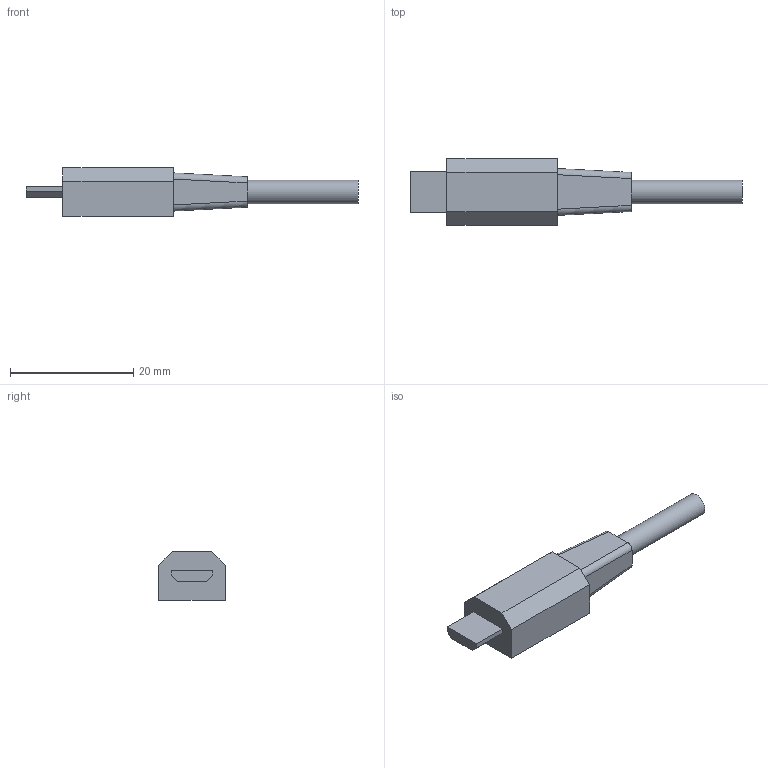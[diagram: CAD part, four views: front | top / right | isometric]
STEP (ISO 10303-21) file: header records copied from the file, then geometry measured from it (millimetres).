
FILE_DESCRIPTION(/* description */ (''),/* implementation_level */ '2;1');
FILE_NAME(/* name */ '592 microUSB B Connector Cable.step',/* time_stamp */ '2018-07-07T15:51:57-04:00',/* author */ ('Adafruit'),/* organization */ (''),/* preprocessor_version */ 'ST-DEVELOPER v17',/* originating_system */ 'Autodesk Translation Framework v7.1.0.215',/* authorisation */ '');
FILE_SCHEMA (('AUTOMOTIVE_DESIGN { 1 0 10303 214 3 1 1 }'));
Length unit declared in the file: millimetre
Products named in the file (1): microUSB B Connector Cable
Bounding box: 53.9 x 10.8 x 7.9 mm (x, y, z)
Volume: 2169.5 mm3; surface area: 1360.5 mm2
Topology: 1 solids, 1 shells, 26 faces, 63 edges, 42 vertices
Faces by surface type: plane 21, cylinder 5
Full cylindrical faces by diameter (mm): 3.8 x1
Entity records: 790 total; most frequent: CARTESIAN_POINT 132, DIRECTION 127, ORIENTED_EDGE 126, EDGE_CURVE 63, LINE 53, VECTOR 53, VERTEX_POINT 42, AXIS2_PLACEMENT_3D 37
